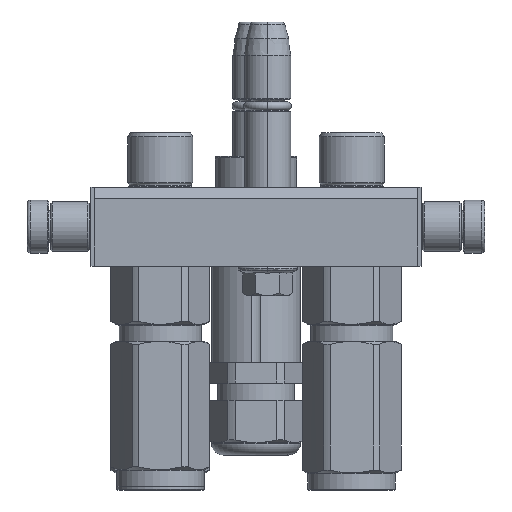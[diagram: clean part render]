
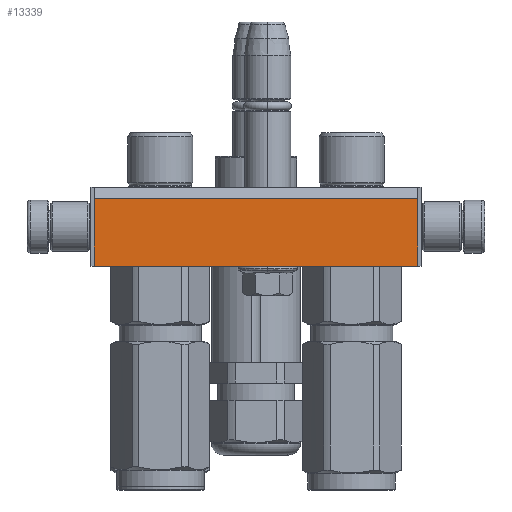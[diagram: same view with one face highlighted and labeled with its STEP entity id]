
A CAD part, left-side view. The second image highlights one B-rep face of the part: STEP entity #13339.
In plain terms, the highlighted face is planar.
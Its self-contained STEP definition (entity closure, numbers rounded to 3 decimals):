
#3665 = ORIENTED_EDGE ( 'NONE', *, *, #47840, .T. ) ;
#9246 = VECTOR ( 'NONE', #37007, 1000. ) ;
#10525 = FACE_OUTER_BOUND ( 'NONE', #28251, .T. ) ;
#10828 = DIRECTION ( 'NONE',  ( 0., 1., 0. ) ) ;
#12448 = VECTOR ( 'NONE', #37194, 1000. ) ;
#13021 = LINE ( 'NONE', #20201, #50790 ) ;
#13339 = ADVANCED_FACE ( 'NONE', ( #10525 ), #52870, .T. ) ;
#15965 = CARTESIAN_POINT ( 'NONE',  ( -20., 3.464, 24. ) ) ;
#18535 = EDGE_CURVE ( 'NONE', #50985, #40105, #13021, .T. ) ;
#20201 = CARTESIAN_POINT ( 'NONE',  ( -20., 24., 24. ) ) ;
#25715 = LINE ( 'NONE', #32576, #9246 ) ;
#28251 = EDGE_LOOP ( 'NONE', ( #28490, #45466, #3665, #28831 ) ) ;
#28269 = DIRECTION ( 'NONE',  ( 1., 0., 0. ) ) ;
#28271 = CARTESIAN_POINT ( 'NONE',  ( 78., 3.464, 24. ) ) ;
#28490 = ORIENTED_EDGE ( 'NONE', *, *, #18535, .F. ) ;
#28831 = ORIENTED_EDGE ( 'NONE', *, *, #41452, .T. ) ;
#31201 = CARTESIAN_POINT ( 'NONE',  ( -20., 24., 24. ) ) ;
#32576 = CARTESIAN_POINT ( 'NONE',  ( -20., 3.464, 24. ) ) ;
#32582 = CARTESIAN_POINT ( 'NONE',  ( -20., 3.464, 24. ) ) ;
#35359 = AXIS2_PLACEMENT_3D ( 'NONE', #35645, #48142, #40058 ) ;
#35645 = CARTESIAN_POINT ( 'NONE',  ( -21., 0., 24. ) ) ;
#37007 = DIRECTION ( 'NONE',  ( 1., 0., 0. ) ) ;
#37194 = DIRECTION ( 'NONE',  ( 0., 1., 0. ) ) ;
#37369 = CARTESIAN_POINT ( 'NONE',  ( 78., 24., 24. ) ) ;
#37545 = VECTOR ( 'NONE', #10828, 1000. ) ;
#39937 = LINE ( 'NONE', #32582, #12448 ) ;
#40058 = DIRECTION ( 'NONE',  ( 1., 0., 0. ) ) ;
#40105 = VERTEX_POINT ( 'NONE', #37369 ) ;
#41452 = EDGE_CURVE ( 'NONE', #49307, #40105, #45812, .T. ) ;
#45466 = ORIENTED_EDGE ( 'NONE', *, *, #52899, .F. ) ;
#45812 = LINE ( 'NONE', #28271, #37545 ) ;
#47840 = EDGE_CURVE ( 'NONE', #52004, #49307, #25715, .T. ) ;
#48142 = DIRECTION ( 'NONE',  ( 0., 0., 1. ) ) ;
#49307 = VERTEX_POINT ( 'NONE', #54617 ) ;
#50790 = VECTOR ( 'NONE', #28269, 1000. ) ;
#50985 = VERTEX_POINT ( 'NONE', #31201 ) ;
#52004 = VERTEX_POINT ( 'NONE', #15965 ) ;
#52870 = PLANE ( 'NONE',  #35359 ) ;
#52899 = EDGE_CURVE ( 'NONE', #52004, #50985, #39937, .T. ) ;
#54617 = CARTESIAN_POINT ( 'NONE',  ( 78., 3.464, 24. ) ) ;
